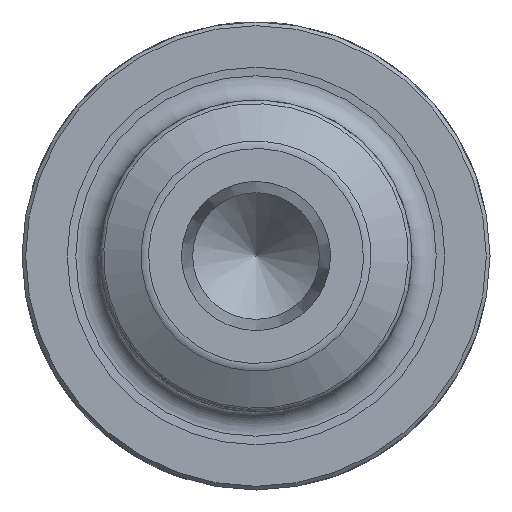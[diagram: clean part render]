
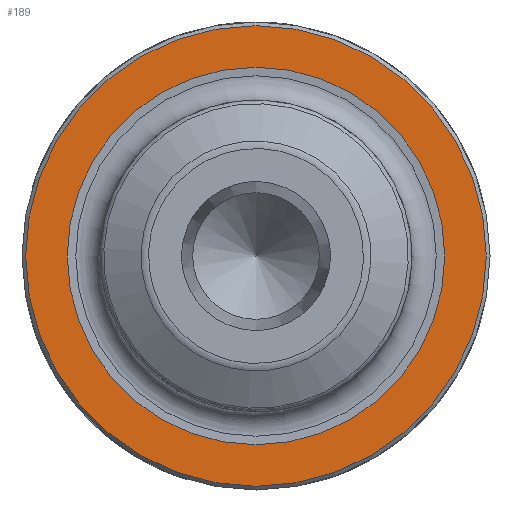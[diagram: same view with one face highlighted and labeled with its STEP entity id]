
A CAD part, left-side view. The second image highlights one B-rep face of the part: STEP entity #189.
In plain terms, the highlighted planar face has unit normal (-1, 0, 0).
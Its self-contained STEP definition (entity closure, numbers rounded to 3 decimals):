
#189=ADVANCED_FACE('',(#277,#278),#223,.T.);
#223=PLANE('',#807);
#277=FACE_BOUND('',#364,.T.);
#278=FACE_BOUND('',#365,.T.);
#364=EDGE_LOOP('',(#530));
#365=EDGE_LOOP('',(#531));
#530=ORIENTED_EDGE('',*,*,#699,.F.);
#531=ORIENTED_EDGE('',*,*,#698,.T.);
#614=VERTEX_POINT('',#1997);
#615=VERTEX_POINT('',#2000);
#698=EDGE_CURVE('',#614,#614,#726,.T.);
#699=EDGE_CURVE('',#615,#615,#727,.T.);
#726=CIRCLE('',#804,31.);
#727=CIRCLE('',#806,25.404);
#804=AXIS2_PLACEMENT_3D('',#1996,#967,#968);
#806=AXIS2_PLACEMENT_3D('',#1999,#971,#972);
#807=AXIS2_PLACEMENT_3D('',#2001,#973,#974);
#967=DIRECTION('',(-1.,0.,0.));
#968=DIRECTION('',(0.,0.,-1.));
#971=DIRECTION('',(-1.,0.,0.));
#972=DIRECTION('',(0.,0.,-1.));
#973=DIRECTION('',(-1.,0.,0.));
#974=DIRECTION('',(0.,0.,1.));
#1996=CARTESIAN_POINT('',(96.,0.,0.));
#1997=CARTESIAN_POINT('',(96.,0.,-31.));
#1999=CARTESIAN_POINT('',(96.,0.,0.));
#2000=CARTESIAN_POINT('',(96.,0.,-25.404));
#2001=CARTESIAN_POINT('',(96.,31.,0.));
